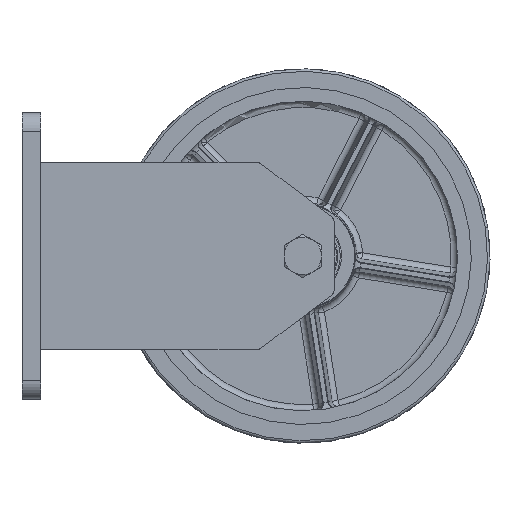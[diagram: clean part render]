
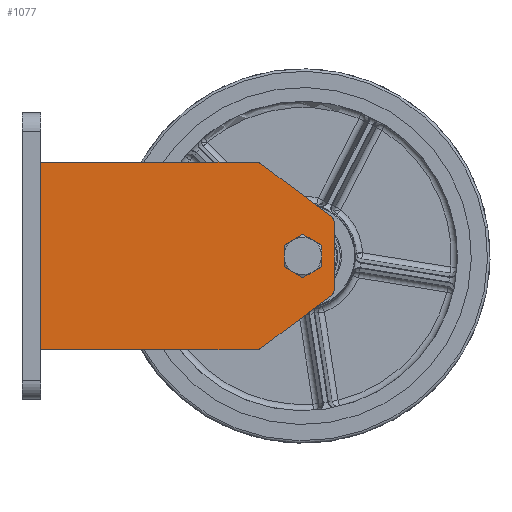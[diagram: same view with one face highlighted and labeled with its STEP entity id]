
A CAD part, left-side view. The second image highlights one B-rep face of the part: STEP entity #1077.
In plain terms, the highlighted planar face has unit normal (-1, 0, 0).
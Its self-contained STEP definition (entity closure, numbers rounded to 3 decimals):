
#416 = CARTESIAN_POINT ( 'NONE',  ( -88.5, -250., 27.5 ) ) ;
#461 = ORIENTED_EDGE ( 'NONE', *, *, #42506, .T. ) ;
#1077 = ADVANCED_FACE ( 'NONE', ( #8663, #9934 ), #3639, .F. ) ;
#1568 = DIRECTION ( 'NONE',  ( 0., 0.8, 0.6 ) ) ;
#1894 = CARTESIAN_POINT ( 'NONE',  ( -88.5, -191.333, -74. ) ) ;
#2048 = EDGE_CURVE ( 'NONE', #7876, #32713, #24155, .T. ) ;
#2512 = VECTOR ( 'NONE', #9463, 1000. ) ;
#2542 = DIRECTION ( 'NONE',  ( 0., 0., 1. ) ) ;
#3481 = CARTESIAN_POINT ( 'NONE',  ( -88.5, -225., 10.5 ) ) ;
#3590 = CIRCLE ( 'NONE', #31959, 5. ) ;
#3639 = PLANE ( 'NONE',  #3661 ) ;
#3661 = AXIS2_PLACEMENT_3D ( 'NONE', #24067, #36045, #20009 ) ;
#3866 = CARTESIAN_POINT ( 'NONE',  ( -88.5, -188.333, 75. ) ) ;
#3952 = CARTESIAN_POINT ( 'NONE',  ( -88.5, -225., 0. ) ) ;
#4317 = DIRECTION ( 'NONE',  ( 0., -0.8, 0.6 ) ) ;
#4559 = CARTESIAN_POINT ( 'NONE',  ( -88.5, -15., 75. ) ) ;
#4948 = VERTEX_POINT ( 'NONE', #26945 ) ;
#5345 = AXIS2_PLACEMENT_3D ( 'NONE', #37894, #45736, #37540 ) ;
#6120 = DIRECTION ( 'NONE',  ( -1., 0., 0. ) ) ;
#6292 = EDGE_CURVE ( 'NONE', #21982, #46346, #37236, .T. ) ;
#6802 = VERTEX_POINT ( 'NONE', #416 ) ;
#7154 = VECTOR ( 'NONE', #13121, 1000. ) ;
#7277 = CARTESIAN_POINT ( 'NONE',  ( -88.5, -248., -31.5 ) ) ;
#7859 = DIRECTION ( 'NONE',  ( 0., 1., 0. ) ) ;
#7876 = VERTEX_POINT ( 'NONE', #3866 ) ;
#8663 = FACE_BOUND ( 'NONE', #25798, .T. ) ;
#8677 = ORIENTED_EDGE ( 'NONE', *, *, #6292, .T. ) ;
#8680 = CARTESIAN_POINT ( 'NONE',  ( -88.5, -250., -75. ) ) ;
#9463 = DIRECTION ( 'NONE',  ( 0., 1., 0. ) ) ;
#9934 = FACE_OUTER_BOUND ( 'NONE', #21706, .T. ) ;
#10067 = EDGE_CURVE ( 'NONE', #15641, #49528, #44404, .T. ) ;
#12086 = DIRECTION ( 'NONE',  ( 0., 0., -1. ) ) ;
#13008 = CARTESIAN_POINT ( 'NONE',  ( -88.5, -188.333, -75. ) ) ;
#13121 = DIRECTION ( 'NONE',  ( 0., 0., -1. ) ) ;
#13380 = CARTESIAN_POINT ( 'NONE',  ( -88.5, -250., 75. ) ) ;
#13481 = CIRCLE ( 'NONE', #47783, 5. ) ;
#13560 = ORIENTED_EDGE ( 'NONE', *, *, #29713, .T. ) ;
#13838 = AXIS2_PLACEMENT_3D ( 'NONE', #18416, #6120, #51002 ) ;
#14132 = ORIENTED_EDGE ( 'NONE', *, *, #25275, .T. ) ;
#14465 = VECTOR ( 'NONE', #7859, 1000. ) ;
#15474 = CIRCLE ( 'NONE', #41151, 10.5 ) ;
#15641 = VERTEX_POINT ( 'NONE', #13008 ) ;
#16016 = CARTESIAN_POINT ( 'NONE',  ( -88.5, -15., 0. ) ) ;
#16097 = CARTESIAN_POINT ( 'NONE',  ( -88.5, -248., 31.5 ) ) ;
#18416 = CARTESIAN_POINT ( 'NONE',  ( -88.5, -188.333, 70. ) ) ;
#18948 = ORIENTED_EDGE ( 'NONE', *, *, #36296, .T. ) ;
#19072 = DIRECTION ( 'NONE',  ( 1., 0., 0. ) ) ;
#19401 = AXIS2_PLACEMENT_3D ( 'NONE', #26942, #51342, #2542 ) ;
#20009 = DIRECTION ( 'NONE',  ( 0., 0., 1. ) ) ;
#20094 = VERTEX_POINT ( 'NONE', #1894 ) ;
#20778 = ORIENTED_EDGE ( 'NONE', *, *, #46082, .T. ) ;
#21197 = CARTESIAN_POINT ( 'NONE',  ( -88.5, -15., -75. ) ) ;
#21535 = ORIENTED_EDGE ( 'NONE', *, *, #37403, .F. ) ;
#21706 = EDGE_LOOP ( 'NONE', ( #13560, #18948, #45337, #30359, #41267, #20778, #32941, #461, #21535, #45483 ) ) ;
#21982 = VERTEX_POINT ( 'NONE', #3481 ) ;
#24018 = CARTESIAN_POINT ( 'NONE',  ( -88.5, -250., -75. ) ) ;
#24067 = CARTESIAN_POINT ( 'NONE',  ( -88.5, -250., -75. ) ) ;
#24155 = LINE ( 'NONE', #13380, #2512 ) ;
#25275 = EDGE_CURVE ( 'NONE', #46346, #21982, #15474, .T. ) ;
#25798 = EDGE_LOOP ( 'NONE', ( #8677, #14132 ) ) ;
#25948 = VECTOR ( 'NONE', #4317, 1000. ) ;
#26367 = VERTEX_POINT ( 'NONE', #7277 ) ;
#26942 = CARTESIAN_POINT ( 'NONE',  ( -88.5, -245., -27.5 ) ) ;
#26945 = CARTESIAN_POINT ( 'NONE',  ( -88.5, -191.333, 74. ) ) ;
#27073 = CIRCLE ( 'NONE', #13838, 5. ) ;
#27549 = CARTESIAN_POINT ( 'NONE',  ( -88.5, -245., 27.5 ) ) ;
#29379 = DIRECTION ( 'NONE',  ( -1., 0., 0. ) ) ;
#29559 = CARTESIAN_POINT ( 'NONE',  ( -88.5, -188.333, -70. ) ) ;
#29713 = EDGE_CURVE ( 'NONE', #51049, #4948, #31220, .T. ) ;
#29878 = LINE ( 'NONE', #16016, #48375 ) ;
#30359 = ORIENTED_EDGE ( 'NONE', *, *, #40064, .T. ) ;
#30705 = EDGE_CURVE ( 'NONE', #20094, #26367, #47640, .T. ) ;
#31220 = LINE ( 'NONE', #49853, #49046 ) ;
#31959 = AXIS2_PLACEMENT_3D ( 'NONE', #29559, #29379, #45627 ) ;
#32713 = VERTEX_POINT ( 'NONE', #4559 ) ;
#32941 = ORIENTED_EDGE ( 'NONE', *, *, #30705, .T. ) ;
#35403 = DIRECTION ( 'NONE',  ( -1., 0., 0. ) ) ;
#36045 = DIRECTION ( 'NONE',  ( 1., 0., 0. ) ) ;
#36296 = EDGE_CURVE ( 'NONE', #4948, #7876, #27073, .T. ) ;
#36383 = CARTESIAN_POINT ( 'NONE',  ( -88.5, -228.4, -46.2 ) ) ;
#37236 = CIRCLE ( 'NONE', #5345, 10.5 ) ;
#37403 = EDGE_CURVE ( 'NONE', #6802, #42315, #46681, .T. ) ;
#37540 = DIRECTION ( 'NONE',  ( 0., 0., 1. ) ) ;
#37894 = CARTESIAN_POINT ( 'NONE',  ( -88.5, -225., 0. ) ) ;
#38920 = EDGE_CURVE ( 'NONE', #6802, #51049, #13481, .T. ) ;
#40064 = EDGE_CURVE ( 'NONE', #32713, #49528, #29878, .T. ) ;
#40453 = CARTESIAN_POINT ( 'NONE',  ( -88.5, -225., -10.5 ) ) ;
#41151 = AXIS2_PLACEMENT_3D ( 'NONE', #3952, #19072, #47577 ) ;
#41218 = CIRCLE ( 'NONE', #19401, 5. ) ;
#41267 = ORIENTED_EDGE ( 'NONE', *, *, #10067, .F. ) ;
#42315 = VERTEX_POINT ( 'NONE', #51582 ) ;
#42506 = EDGE_CURVE ( 'NONE', #26367, #42315, #41218, .T. ) ;
#44404 = LINE ( 'NONE', #24018, #14465 ) ;
#45337 = ORIENTED_EDGE ( 'NONE', *, *, #2048, .T. ) ;
#45483 = ORIENTED_EDGE ( 'NONE', *, *, #38920, .T. ) ;
#45627 = DIRECTION ( 'NONE',  ( 0., 0., 1. ) ) ;
#45736 = DIRECTION ( 'NONE',  ( 1., 0., 0. ) ) ;
#46082 = EDGE_CURVE ( 'NONE', #15641, #20094, #3590, .T. ) ;
#46346 = VERTEX_POINT ( 'NONE', #40453 ) ;
#46681 = LINE ( 'NONE', #8680, #7154 ) ;
#47577 = DIRECTION ( 'NONE',  ( 0., 0., 1. ) ) ;
#47640 = LINE ( 'NONE', #36383, #25948 ) ;
#47682 = DIRECTION ( 'NONE',  ( 0., 0., 1. ) ) ;
#47783 = AXIS2_PLACEMENT_3D ( 'NONE', #27549, #35403, #47682 ) ;
#48375 = VECTOR ( 'NONE', #12086, 1000. ) ;
#49046 = VECTOR ( 'NONE', #1568, 1000. ) ;
#49528 = VERTEX_POINT ( 'NONE', #21197 ) ;
#49853 = CARTESIAN_POINT ( 'NONE',  ( -88.5, -300.4, -7.8 ) ) ;
#51002 = DIRECTION ( 'NONE',  ( 0., 0., 1. ) ) ;
#51049 = VERTEX_POINT ( 'NONE', #16097 ) ;
#51342 = DIRECTION ( 'NONE',  ( -1., 0., 0. ) ) ;
#51582 = CARTESIAN_POINT ( 'NONE',  ( -88.5, -250., -27.5 ) ) ;
